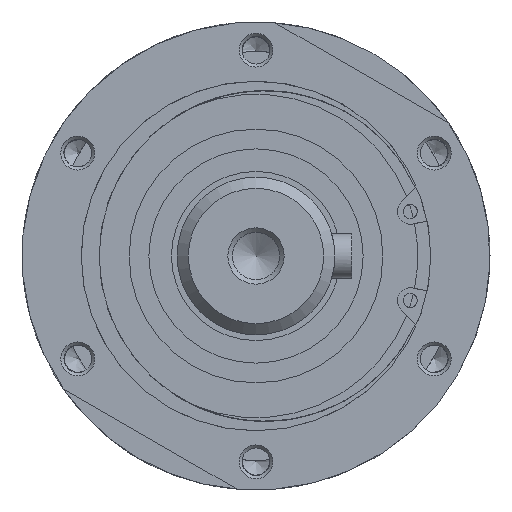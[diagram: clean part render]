
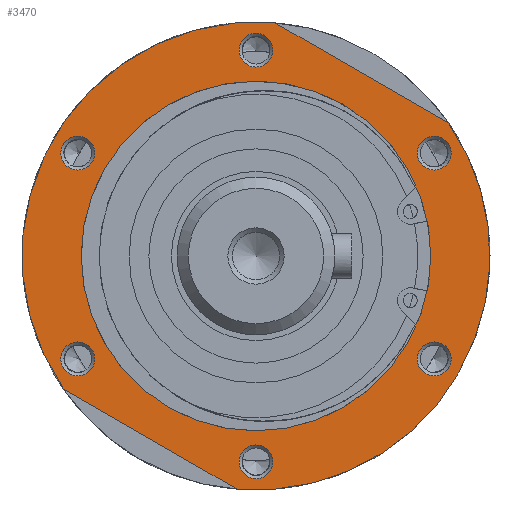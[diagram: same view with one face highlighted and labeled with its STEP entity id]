
A CAD part, left-side view. The second image highlights one B-rep face of the part: STEP entity #3470.
In plain terms, the highlighted planar face has unit normal (-1, 0, 0).
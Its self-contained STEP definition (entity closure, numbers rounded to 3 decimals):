
#3232=CARTESIAN_POINT('',(-225.001,-3.355,41.364));
#3233=VERTEX_POINT('',#3232);
#3240=CARTESIAN_POINT('',(-225.001,-34.145,23.588));
#3241=VERTEX_POINT('',#3240);
#3242=CARTESIAN_POINT('',(-225.001,-34.145,23.588));
#3243=DIRECTION('',(0.,0.866,0.5));
#3244=VECTOR('',#3243,35.553);
#3245=LINE('',#3242,#3244);
#3246=EDGE_CURVE('',#3241,#3233,#3245,.T.);
#3288=CARTESIAN_POINT('',(-225.001,3.355,-41.364));
#3289=VERTEX_POINT('',#3288);
#3296=CARTESIAN_POINT('',(-225.001,34.145,-23.588));
#3297=VERTEX_POINT('',#3296);
#3298=CARTESIAN_POINT('',(-225.001,34.145,-23.588));
#3299=DIRECTION('',(0.,-0.866,-0.5));
#3300=VECTOR('',#3299,35.553);
#3301=LINE('',#3298,#3300);
#3302=EDGE_CURVE('',#3297,#3289,#3301,.T.);
#3322=CARTESIAN_POINT('',(-225.001,0.,0.));
#3323=DIRECTION('',(1.,0.,0.));
#3324=DIRECTION('',(0.,-0.866,-0.5));
#3325=AXIS2_PLACEMENT_3D('',#3322,#3323,#3324);
#3326=CIRCLE('',#3325,41.5);
#3327=EDGE_CURVE('',#3241,#3289,#3326,.T.);
#3332=CARTESIAN_POINT('',(-225.001,0.,0.));
#3333=DIRECTION('',(1.,0.,0.));
#3334=DIRECTION('',(0.,-0.866,-0.5));
#3335=AXIS2_PLACEMENT_3D('',#3332,#3333,#3334);
#3336=CIRCLE('',#3335,41.5);
#3337=EDGE_CURVE('',#3297,#3233,#3336,.T.);
#3378=CARTESIAN_POINT('',(-225.001,33.11,-15.652));
#3379=VERTEX_POINT('',#3378);
#3380=CARTESIAN_POINT('',(-225.001,31.61,-18.25));
#3381=DIRECTION('',(-1.0,0.,0.));
#3382=DIRECTION('',(0.,-0.5,-0.866));
#3383=AXIS2_PLACEMENT_3D('',#3380,#3381,#3382);
#3384=CIRCLE('',#3383,3.);
#3385=EDGE_CURVE('',#3379,#3379,#3384,.T.);
#3390=CARTESIAN_POINT('',(-225.001,-31.393,-18.125));
#3391=DIRECTION('',(-1.0,0.0,0.0));
#3392=DIRECTION('',(0.0,0.5,-0.866));
#3393=AXIS2_PLACEMENT_3D('',#3390,#3391,#3392);
#3394=PLANE('',#3393);
#3395=ORIENTED_EDGE('',*,*,#3246,.T.);
#3396=ORIENTED_EDGE('',*,*,#3337,.F.);
#3397=ORIENTED_EDGE('',*,*,#3302,.T.);
#3398=ORIENTED_EDGE('',*,*,#3327,.F.);
#3399=EDGE_LOOP('',(#3395,#3396,#3397,#3398));
#3400=FACE_OUTER_BOUND('',#3399,.T.);
#3401=CARTESIAN_POINT('',(-225.001,30.11,20.848));
#3402=VERTEX_POINT('',#3401);
#3403=CARTESIAN_POINT('',(-225.001,31.61,18.25));
#3404=DIRECTION('',(-1.,0.,0.));
#3405=DIRECTION('',(0.,0.5,-0.866));
#3406=AXIS2_PLACEMENT_3D('',#3403,#3404,#3405);
#3407=CIRCLE('',#3406,3.0);
#3408=EDGE_CURVE('',#3402,#3402,#3407,.T.);
#3409=ORIENTED_EDGE('',*,*,#3408,.F.);
#3410=EDGE_LOOP('',(#3409));
#3411=FACE_BOUND('',#3410,.T.);
#3412=CARTESIAN_POINT('',(-225.001,-3.,36.5));
#3413=VERTEX_POINT('',#3412);
#3414=CARTESIAN_POINT('',(-225.001,0.,36.5));
#3415=DIRECTION('',(-1.0,0.0,0.0));
#3416=DIRECTION('',(0.0,1.0,0.0));
#3417=AXIS2_PLACEMENT_3D('',#3414,#3415,#3416);
#3418=CIRCLE('',#3417,3.);
#3419=EDGE_CURVE('',#3413,#3413,#3418,.T.);
#3420=ORIENTED_EDGE('',*,*,#3419,.F.);
#3421=EDGE_LOOP('',(#3420));
#3422=FACE_BOUND('',#3421,.T.);
#3423=CARTESIAN_POINT('',(-225.001,-33.11,15.652));
#3424=VERTEX_POINT('',#3423);
#3425=CARTESIAN_POINT('',(-225.001,-31.61,18.25));
#3426=DIRECTION('',(-1.0,0.,0.));
#3427=DIRECTION('',(0.,0.5,0.866));
#3428=AXIS2_PLACEMENT_3D('',#3425,#3426,#3427);
#3429=CIRCLE('',#3428,3.);
#3430=EDGE_CURVE('',#3424,#3424,#3429,.T.);
#3431=ORIENTED_EDGE('',*,*,#3430,.F.);
#3432=EDGE_LOOP('',(#3431));
#3433=FACE_BOUND('',#3432,.T.);
#3434=CARTESIAN_POINT('',(-225.001,-26.847,-15.5));
#3435=VERTEX_POINT('',#3434);
#3436=CARTESIAN_POINT('',(-225.001,0.,0.));
#3437=DIRECTION('',(1.0,0.,0.));
#3438=DIRECTION('',(0.,-0.866,-0.5));
#3439=AXIS2_PLACEMENT_3D('',#3436,#3437,#3438);
#3440=CIRCLE('',#3439,31.);
#3441=EDGE_CURVE('',#3435,#3435,#3440,.T.);
#3442=ORIENTED_EDGE('',*,*,#3441,.T.);
#3443=EDGE_LOOP('',(#3442));
#3444=FACE_BOUND('',#3443,.T.);
#3445=CARTESIAN_POINT('',(-225.001,-30.11,-20.848));
#3446=VERTEX_POINT('',#3445);
#3447=CARTESIAN_POINT('',(-225.001,-31.61,-18.25));
#3448=DIRECTION('',(-1.0,0.,0.));
#3449=DIRECTION('',(0.,-0.5,0.866));
#3450=AXIS2_PLACEMENT_3D('',#3447,#3448,#3449);
#3451=CIRCLE('',#3450,3.);
#3452=EDGE_CURVE('',#3446,#3446,#3451,.T.);
#3453=ORIENTED_EDGE('',*,*,#3452,.F.);
#3454=EDGE_LOOP('',(#3453));
#3455=FACE_BOUND('',#3454,.T.);
#3456=CARTESIAN_POINT('',(-225.001,3.,-36.5));
#3457=VERTEX_POINT('',#3456);
#3458=CARTESIAN_POINT('',(-225.001,0.,-36.5));
#3459=DIRECTION('',(-1.0,0.0,0.0));
#3460=DIRECTION('',(0.0,-1.0,0.0));
#3461=AXIS2_PLACEMENT_3D('',#3458,#3459,#3460);
#3462=CIRCLE('',#3461,3.);
#3463=EDGE_CURVE('',#3457,#3457,#3462,.T.);
#3464=ORIENTED_EDGE('',*,*,#3463,.F.);
#3465=EDGE_LOOP('',(#3464));
#3466=FACE_BOUND('',#3465,.T.);
#3467=ORIENTED_EDGE('',*,*,#3385,.F.);
#3468=EDGE_LOOP('',(#3467));
#3469=FACE_BOUND('',#3468,.T.);
#3470=ADVANCED_FACE('',(#3400,#3411,#3422,#3433,#3444,#3455,#3466,#3469),#3394,.T.);
